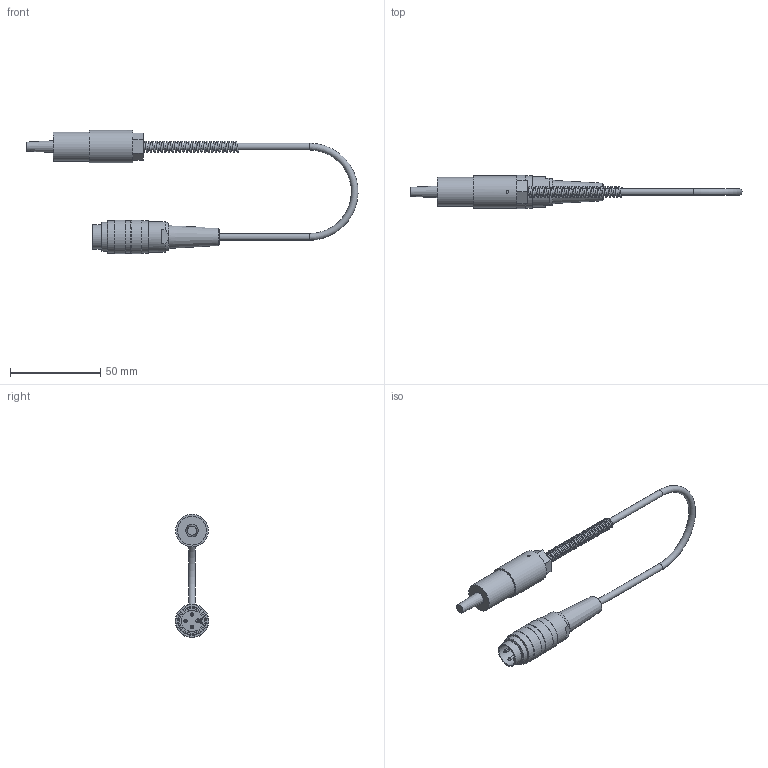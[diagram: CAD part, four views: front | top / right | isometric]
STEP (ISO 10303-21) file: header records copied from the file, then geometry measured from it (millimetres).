
FILE_DESCRIPTION(/* description */ (''),/* implementation_level */ '2;1');
FILE_NAME(/* name */ '180 10_S3G-20-65.stp',/* time_stamp */ '2020-10-03T15:17:03+02:00',/* author */ ('kuttig'),/* organization */ (''),/* preprocessor_version */ 'ST-DEVELOPER v16.13',/* originating_system */ 'Autodesk Inventor 2018',/* authorisation */ '');
FILE_SCHEMA (('AUTOMOTIVE_DESIGN { 1 0 10303 214 3 1 1 }'));
Length unit declared in the file: millimetre
Products named in the file (1): 180 10_S3G-20-65_Shrinkwrap_2
Bounding box: 183.83 x 18.5 x 68.25 mm (x, y, z)
Volume: 23258.9 mm3; surface area: 16071.7 mm2
Topology: 8 solids, 8 shells, 171 faces, 392 edges, 249 vertices
Faces by surface type: plane 97, cylinder 45, cone 19, bspline 7, torus 3
Full cylindrical faces by diameter (mm): 0.2 x2, 1 x3, 1.49 x3, 1.5 x3, 1.8 x1, 2.25 x1, 2.5 x1, 3 x1, 3.7 x2, 6.3 x1, 7 x1, 8.376 x1, 10 x1, 10.2 x1, 13.5 x1, 13.9 x1, 14 x1, 15.08 x1, 16 x2, 16.9 x1, 18 x1, 18.15 x3, 18.5 x2
Entity records: 9273 total; most frequent: CARTESIAN_POINT 5285, DIRECTION 786, ORIENTED_EDGE 656, EDGE_CURVE 328, AXIS2_PLACEMENT_3D 309, EDGE_LOOP 266, VERTEX_POINT 240, STYLED_ITEM 179
